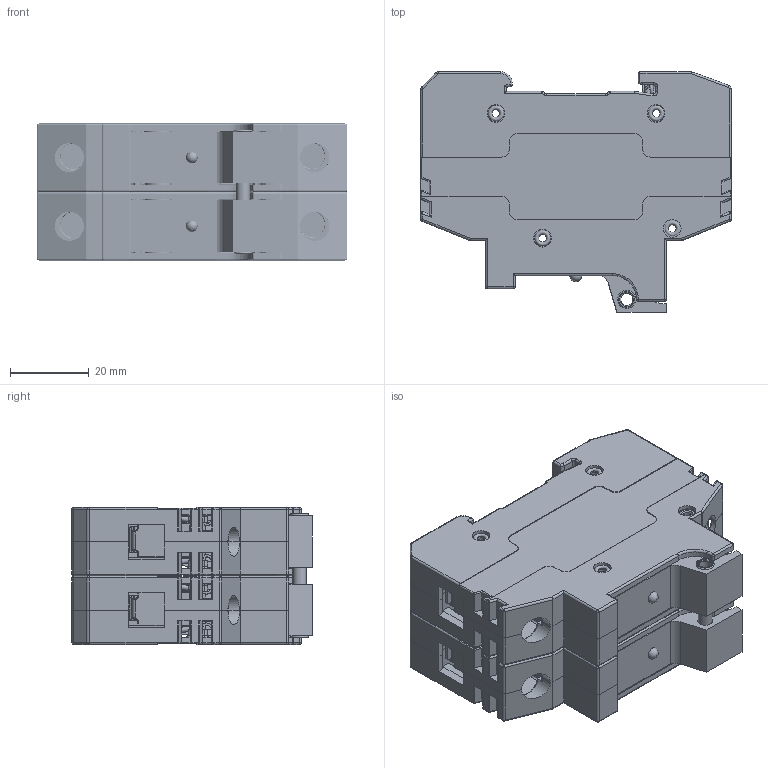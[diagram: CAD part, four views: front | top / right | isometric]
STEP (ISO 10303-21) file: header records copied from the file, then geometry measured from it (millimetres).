
FILE_DESCRIPTION(/* description */ (''),/* implementation_level */ '2;1');
FILE_NAME(/* name */ 'RT18-32B 2P.stp',/* time_stamp */ '2022-10-13T09:05:09+08:00',/* author */ (''),/* organization */ (''),/* preprocessor_version */ 'ST-DEVELOPER v16',/* originating_system */ 'SIEMENS PLM Software NX 10.0',/* authorisation */ '');
FILE_SCHEMA (('CONFIG_CONTROL_DESIGN'));
Products named in the file (1): 32 2P
Bounding box: 78.85 x 61.01 x 34.8 mm (x, y, z)
Volume: 65816.5 mm3; surface area: 76993.8 mm2
Topology: 33 solids, 33 shells, 3040 faces, 8221 edges, 5155 vertices
Faces by surface type: plane 1570, cylinder 1108, torus 168, bspline 90, sphere 78, cone 22, extrusion 4
Full cylindrical faces by diameter (mm): 1.3 x12, 2 x4, 2.5 x4, 2.8 x16, 3 x2, 3.1 x1, 3.5 x1, 3.7 x2, 3.8 x2, 4 x4, 4.5 x16, 5 x8, 5.5 x4, 5.75 x8, 6.5 x4, 6.8 x4, 7.2 x4, 8 x4
Entity records: 118702 total; most frequent: CARTESIAN_POINT 42499, DIRECTION 16084, ORIENTED_EDGE 15824, EDGE_CURVE 7912, AXIS2_PLACEMENT_3D 5517, VERTEX_POINT 5098, VECTOR 5050, LINE 5046
